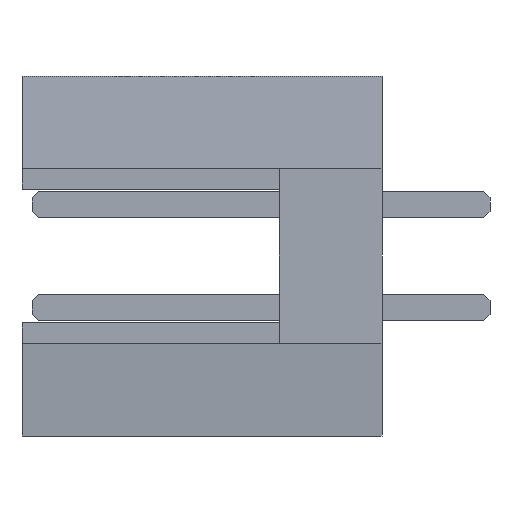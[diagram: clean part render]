
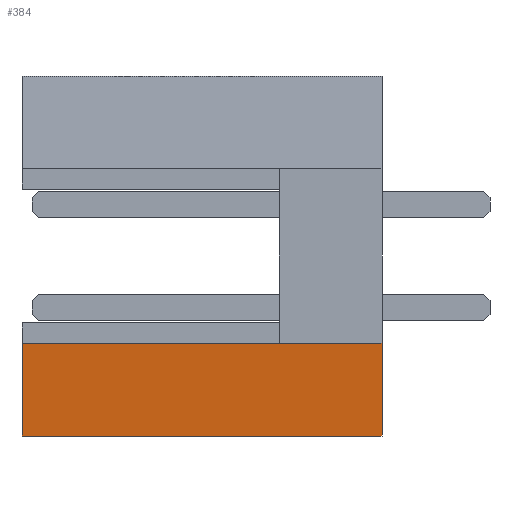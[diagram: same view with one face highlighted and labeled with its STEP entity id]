
A CAD part, left-side view. The second image highlights one B-rep face of the part: STEP entity #384.
In plain terms, the highlighted planar face has unit normal (-0.996, 0, -0.087).
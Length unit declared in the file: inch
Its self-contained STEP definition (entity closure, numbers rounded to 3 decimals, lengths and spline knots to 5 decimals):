
#384=ADVANCED_FACE( '', ( #746 ), #747, .F. );
#746=FACE_OUTER_BOUND( '', #1172, .T. );
#747=PLANE( '', #1173 );
#1172=EDGE_LOOP( '', ( #2132, #2133, #2134, #2135, #2136 ) );
#1173=AXIS2_PLACEMENT_3D( '', #2137, #2138, #2139 );
#2132=ORIENTED_EDGE( '', *, *, #3449, .T. );
#2133=ORIENTED_EDGE( '', *, *, #3613, .F. );
#2134=ORIENTED_EDGE( '', *, *, #3614, .F. );
#2135=ORIENTED_EDGE( '', *, *, #3575, .F. );
#2136=ORIENTED_EDGE( '', *, *, #3595, .T. );
#2137=CARTESIAN_POINT( '', ( -0.38213, 0.35, -0.175 ) );
#2138=DIRECTION( '', ( 0.996, 0., 0.087 ) );
#2139=DIRECTION( '', ( 0.087, 0., -0.996 ) );
#2591=CARTESIAN_POINT( '', ( -0.39, 0.35, -0.085 ) );
#3449=EDGE_CURVE( '', #4443, #4441, #4444, .T. );
#3575=EDGE_CURVE( '', #4615, #4616, #4617, .T. );
#3595=EDGE_CURVE( '', #4615, #4443, #4644, .T. );
#3613=EDGE_CURVE( '', #3981, #4441, #4661, .T. );
#3614=EDGE_CURVE( '', #4616, #3981, #4661, .T. );
#3981=VERTEX_POINT( '', #4996 );
#4441=VERTEX_POINT( '', #5218 );
#4443=VERTEX_POINT( '', #5219 );
#4444=LINE( '', #5219, #5220 );
#4615=VERTEX_POINT( '', #2137 );
#4616=VERTEX_POINT( '', #2591 );
#4617=LINE( '', #2137, #5220 );
#4644=LINE( '', #2137, #4972 );
#4661=LINE( '', #2591, #4972 );
#4972=VECTOR( '', #5449, 39.37008 );
#4996=CARTESIAN_POINT( '', ( -0.39, 0.1, -0.085 ) );
#5218=CARTESIAN_POINT( '', ( -0.39, 0., -0.085 ) );
#5219=CARTESIAN_POINT( '', ( -0.38213, 0., -0.175 ) );
#5220=VECTOR( '', #5460, 39.37008 );
#5449=DIRECTION( '', ( 0., -1., 0. ) );
#5460=DIRECTION( '', ( -0.087, 0., 0.996 ) );
